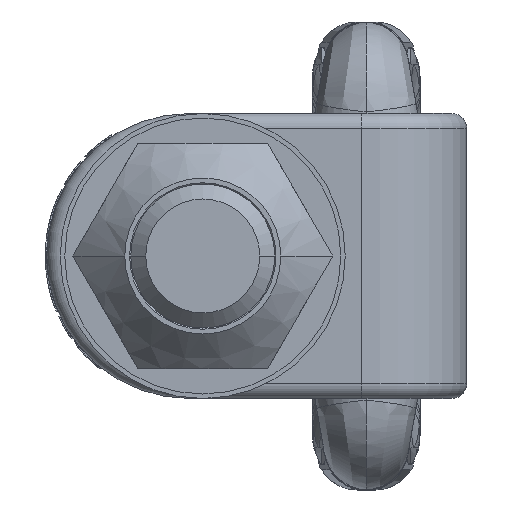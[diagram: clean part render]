
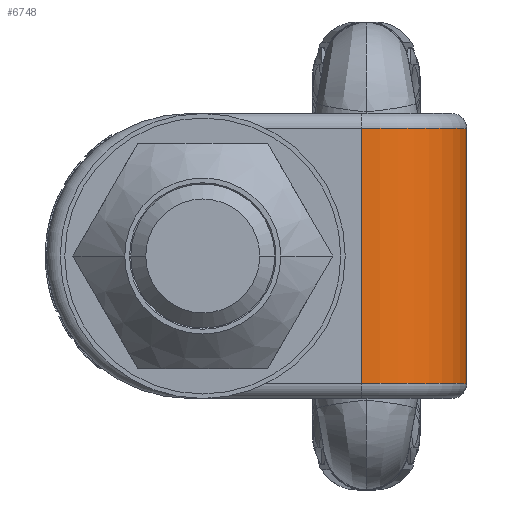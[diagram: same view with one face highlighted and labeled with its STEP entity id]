
A CAD part, front view. The second image highlights one B-rep face of the part: STEP entity #6748.
In plain terms, the highlighted cylindrical face has radius 35 mm (diameter 70 mm), a partial arc.
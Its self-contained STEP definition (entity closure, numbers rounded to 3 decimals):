
#5=DIRECTION('',(0.,0.,1.));
#6=VECTOR('',#5,85.);
#7=CARTESIAN_POINT('',(-37.,0.,-42.5));
#8=LINE('',#7,#6);
#48=CARTESIAN_POINT('',(-37.,35.,42.5));
#49=DIRECTION('',(0.,0.,-1.));
#50=DIRECTION('',(0.,1.,0.));
#51=AXIS2_PLACEMENT_3D('',#48,#49,#50);
#53=CARTESIAN_POINT('',(-37.,35.,-42.5));
#54=DIRECTION('',(0.,0.,1.));
#55=DIRECTION('',(0.,-1.,0.));
#56=AXIS2_PLACEMENT_3D('',#53,#54,#55);
#1959=DIRECTION('',(0.,0.,-1.));
#1960=VECTOR('',#1959,85.);
#1961=CARTESIAN_POINT('',(-37.,70.,42.5));
#1962=LINE('',#1961,#1960);
#5536=CARTESIAN_POINT('',(-37.,70.,42.5));
#5537=CARTESIAN_POINT('',(-37.,0.,42.5));
#5538=VERTEX_POINT('',#5536);
#5539=VERTEX_POINT('',#5537);
#5552=CARTESIAN_POINT('',(-37.,0.,-42.5));
#5553=VERTEX_POINT('',#5552);
#5556=CARTESIAN_POINT('',(-37.,70.,-42.5));
#5557=VERTEX_POINT('',#5556);
#6735=CARTESIAN_POINT('',(-37.,35.,171.342));
#6736=DIRECTION('',(0.,0.,-1.));
#6737=DIRECTION('',(0.,1.,0.));
#6738=AXIS2_PLACEMENT_3D('',#6735,#6736,#6737);
#6739=CYLINDRICAL_SURFACE('',#6738,35.);
#6741=ORIENTED_EDGE('',*,*,#6740,.F.);
#6743=ORIENTED_EDGE('',*,*,#6742,.T.);
#6744=ORIENTED_EDGE('',*,*,#6725,.F.);
#6745=ORIENTED_EDGE('',*,*,#6662,.T.);
#6746=EDGE_LOOP('',(#6741,#6743,#6744,#6745));
#6747=FACE_OUTER_BOUND('',#6746,.F.);
#6748=ADVANCED_FACE('',(#6747),#6739,.T.);
#52=CIRCLE('',#51,35.);
#57=CIRCLE('',#56,35.);
#6662=EDGE_CURVE('',#5553,#5539,#8,.T.);
#6725=EDGE_CURVE('',#5553,#5557,#57,.T.);
#6740=EDGE_CURVE('',#5538,#5539,#52,.T.);
#6742=EDGE_CURVE('',#5538,#5557,#1962,.T.);
